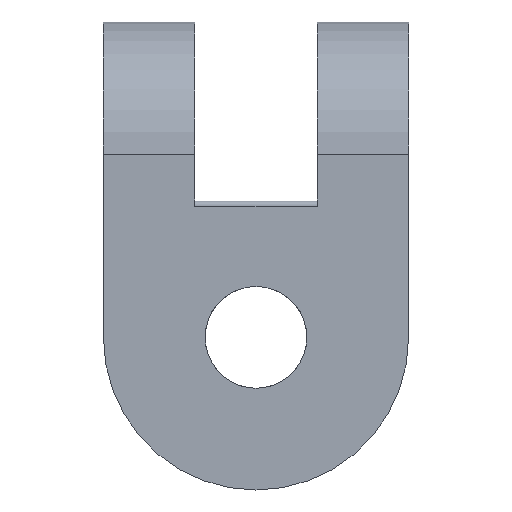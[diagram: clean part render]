
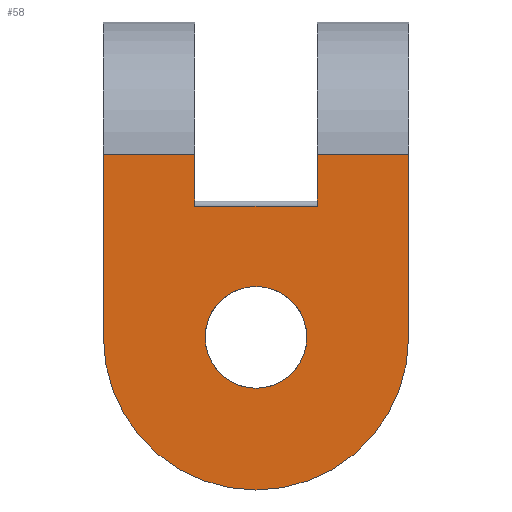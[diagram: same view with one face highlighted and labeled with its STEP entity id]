
A CAD part, left-side view. The second image highlights one B-rep face of the part: STEP entity #58.
In plain terms, the highlighted planar face has unit normal (-1, 0, 0).
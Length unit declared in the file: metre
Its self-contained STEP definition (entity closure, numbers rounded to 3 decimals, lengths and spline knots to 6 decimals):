
#58 = ADVANCED_FACE( '', ( #123, #124 ), #125, .F. );
#123 = FACE_BOUND( '', #312, .T. );
#124 = FACE_OUTER_BOUND( '', #313, .T. );
#125 = PLANE( '', #314 );
#312 = EDGE_LOOP( '', ( #527 ) );
#313 = EDGE_LOOP( '', ( #528, #529, #530, #531, #532, #533, #534, #535 ) );
#314 = AXIS2_PLACEMENT_3D( '', #536, #537, #538 );
#527 = ORIENTED_EDGE( '', *, *, #679, .T. );
#528 = ORIENTED_EDGE( '', *, *, #680, .T. );
#529 = ORIENTED_EDGE( '', *, *, #681, .T. );
#530 = ORIENTED_EDGE( '', *, *, #665, .T. );
#531 = ORIENTED_EDGE( '', *, *, #648, .F. );
#532 = ORIENTED_EDGE( '', *, *, #667, .F. );
#533 = ORIENTED_EDGE( '', *, *, #682, .T. );
#534 = ORIENTED_EDGE( '', *, *, #661, .T. );
#535 = ORIENTED_EDGE( '', *, *, #683, .T. );
#536 = CARTESIAN_POINT( '', ( -0.01651, 0., -0.02286 ) );
#537 = DIRECTION( '', ( 1., 0., 0. ) );
#538 = DIRECTION( '', ( 0., 1., 0. ) );
#648 = EDGE_CURVE( '', #719, #720, #721, .T. );
#661 = EDGE_CURVE( '', #738, #742, #744, .T. );
#665 = EDGE_CURVE( '', #747, #720, #750, .T. );
#667 = EDGE_CURVE( '', #752, #719, #753, .T. );
#679 = EDGE_CURVE( '', #771, #771, #772, .T. );
#680 = EDGE_CURVE( '', #773, #774, #775, .F. );
#681 = EDGE_CURVE( '', #774, #747, #776, .T. );
#682 = EDGE_CURVE( '', #752, #738, #777, .T. );
#683 = EDGE_CURVE( '', #742, #773, #778, .T. );
#719 = VERTEX_POINT( '', #823 );
#720 = VERTEX_POINT( '', #824 );
#721 = LINE( '', #825, #826 );
#738 = VERTEX_POINT( '', #871 );
#742 = VERTEX_POINT( '', #876 );
#744 = LINE( '', #878, #879 );
#747 = VERTEX_POINT( '', #882 );
#750 = LINE( '', #886, #887 );
#752 = VERTEX_POINT( '', #889 );
#753 = CIRCLE( '', #890, 0.01905 );
#771 = VERTEX_POINT( '', #912 );
#772 = CIRCLE( '', #913, 0.00635 );
#773 = VERTEX_POINT( '', #914 );
#774 = VERTEX_POINT( '', #915 );
#775 = LINE( '', #916, #917 );
#776 = LINE( '', #918, #919 );
#777 = LINE( '', #920, #921 );
#778 = LINE( '', #922, #923 );
#823 = CARTESIAN_POINT( '', ( -0.01651, 0.01905, -0.02286 ) );
#824 = CARTESIAN_POINT( '', ( -0.01651, 0.01905, 0. ) );
#825 = CARTESIAN_POINT( '', ( -0.01651, 0.01905, -0.0122 ) );
#826 = VECTOR( '', #1001, 1. );
#871 = CARTESIAN_POINT( '', ( -0.01651, -0.01905, 0. ) );
#876 = CARTESIAN_POINT( '', ( -0.01651, -0.00762, 0. ) );
#878 = CARTESIAN_POINT( '', ( -0.01651, -0.01905, 0. ) );
#879 = VECTOR( '', #1023, 1. );
#882 = CARTESIAN_POINT( '', ( -0.01651, 0.00762, 0. ) );
#886 = CARTESIAN_POINT( '', ( -0.01651, -0.01905, 0. ) );
#887 = VECTOR( '', #1028, 1. );
#889 = CARTESIAN_POINT( '', ( -0.01651, -0.01905, -0.02286 ) );
#890 = AXIS2_PLACEMENT_3D( '', #1029, #1030, #1031 );
#912 = CARTESIAN_POINT( '', ( -0.01651, 0., -0.02921 ) );
#913 = AXIS2_PLACEMENT_3D( '', #1048, #1049, #1050 );
#914 = CARTESIAN_POINT( '', ( -0.01651, -0.00762, -0.006476 ) );
#915 = CARTESIAN_POINT( '', ( -0.01651, 0.00762, -0.006476 ) );
#916 = CARTESIAN_POINT( '', ( -0.01651, 0., -0.006476 ) );
#917 = VECTOR( '', #1051, 1. );
#918 = CARTESIAN_POINT( '', ( -0.01651, 0.00762, 0. ) );
#919 = VECTOR( '', #1052, 1. );
#920 = CARTESIAN_POINT( '', ( -0.01651, -0.01905, -0.0122 ) );
#921 = VECTOR( '', #1053, 1. );
#922 = CARTESIAN_POINT( '', ( -0.01651, -0.00762, -0.02286 ) );
#923 = VECTOR( '', #1054, 1. );
#1001 = DIRECTION( '', ( 0., 0., 1. ) );
#1023 = DIRECTION( '', ( 0., 1., 0. ) );
#1028 = DIRECTION( '', ( 0., 1., 0. ) );
#1029 = CARTESIAN_POINT( '', ( -0.01651, 0., -0.02286 ) );
#1030 = DIRECTION( '', ( 1., 0., 0. ) );
#1031 = DIRECTION( '', ( 0., -1., 0. ) );
#1048 = CARTESIAN_POINT( '', ( -0.01651, 0., -0.02286 ) );
#1049 = DIRECTION( '', ( 1., 0., 0. ) );
#1050 = DIRECTION( '', ( 0., 0., -1. ) );
#1051 = DIRECTION( '', ( 0., -1., 0. ) );
#1052 = DIRECTION( '', ( 0., 0., 1. ) );
#1053 = DIRECTION( '', ( 0., 0., 1. ) );
#1054 = DIRECTION( '', ( 0., 0., -1. ) );
